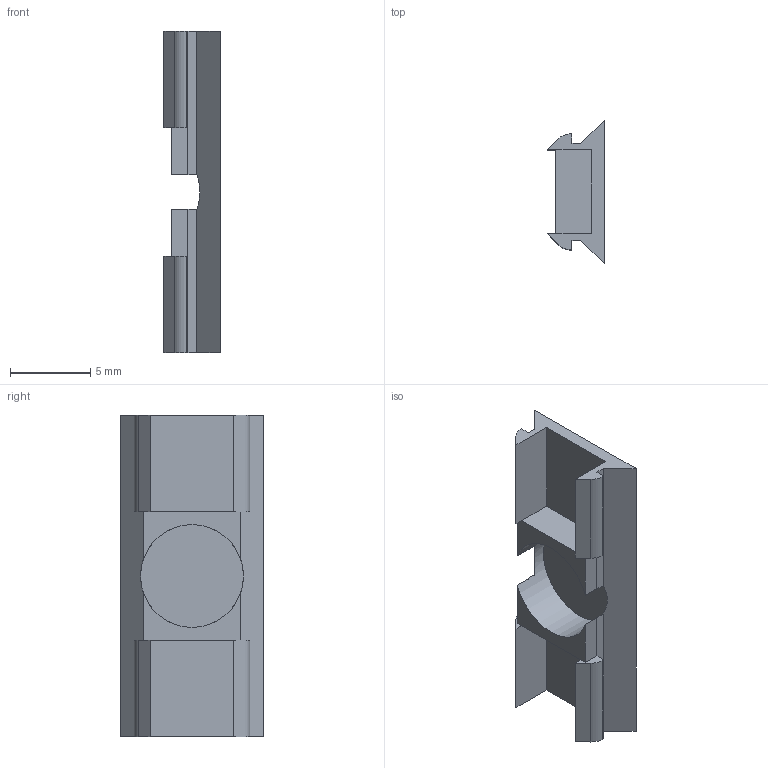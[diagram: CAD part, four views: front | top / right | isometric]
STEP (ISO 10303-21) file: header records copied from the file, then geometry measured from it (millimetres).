
FILE_DESCRIPTION(('FreeCAD Model'),'2;1');
FILE_NAME('Open CASCADE Shape Model','2022-02-11T09:37:11',('Author'),( ''),'Open CASCADE STEP processor 7.5','FreeCAD','Unknown');
FILE_SCHEMA(('AUTOMOTIVE_DESIGN { 1 0 10303 214 1 1 1 1 }'));
Length unit declared in the file: millimetre
Products named in the file (1): vslot_magnet_bracket
Bounding box: 3.5 x 8.92 x 20 mm (x, y, z)
Volume: 200.2 mm3; surface area: 613.6 mm2
Topology: 1 solids, 1 shells, 52 faces, 147 edges, 98 vertices
Faces by surface type: plane 47, cylinder 5
Full cylindrical faces by diameter (mm): 6.4 x1
Entity records: 3562 total; most frequent: CARTESIAN_POINT 696, DIRECTION 495, LINE 339, VECTOR 339, ORIENTED_EDGE 294, PCURVE 294, DEFINITIONAL_REPRESENTATION 294, EDGE_CURVE 147
